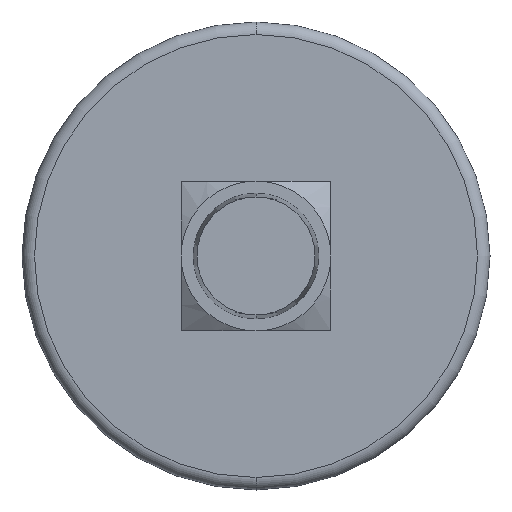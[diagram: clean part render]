
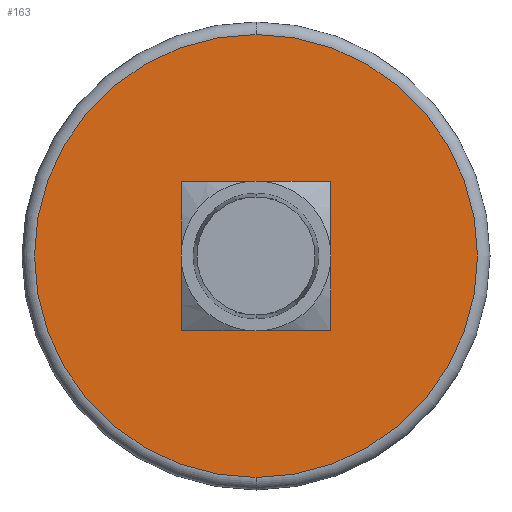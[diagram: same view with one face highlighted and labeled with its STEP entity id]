
A CAD part, front view. The second image highlights one B-rep face of the part: STEP entity #163.
In plain terms, the highlighted planar face has unit normal (0, -1, 0).
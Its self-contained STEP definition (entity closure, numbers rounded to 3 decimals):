
#1 = ORIENTED_EDGE ( 'NONE', *, *, #160, .F. ) ;
#4 = FACE_OUTER_BOUND ( 'NONE', #586, .T. ) ;
#6 = CIRCLE ( 'NONE', #50, 17.75 ) ;
#15 = VERTEX_POINT ( 'NONE', #514 ) ;
#33 = EDGE_CURVE ( 'NONE', #310, #415, #107, .T. ) ;
#50 = AXIS2_PLACEMENT_3D ( 'NONE', #64, #125, #132 ) ;
#52 = VERTEX_POINT ( 'NONE', #281 ) ;
#60 = ORIENTED_EDGE ( 'NONE', *, *, #495, .F. ) ;
#64 = CARTESIAN_POINT ( 'NONE',  ( 0., 13., 0. ) ) ;
#87 = VECTOR ( 'NONE', #110, 1000. ) ;
#96 = AXIS2_PLACEMENT_3D ( 'NONE', #463, #561, #577 ) ;
#99 = CARTESIAN_POINT ( 'NONE',  ( -6., 13., 6. ) ) ;
#100 = VERTEX_POINT ( 'NONE', #490 ) ;
#101 = LINE ( 'NONE', #551, #381 ) ;
#107 = LINE ( 'NONE', #285, #139 ) ;
#110 = DIRECTION ( 'NONE',  ( -1., 0., 0. ) ) ;
#125 = DIRECTION ( 'NONE',  ( 0., -1., 0. ) ) ;
#128 = AXIS2_PLACEMENT_3D ( 'NONE', #448, #446, #489 ) ;
#132 = DIRECTION ( 'NONE',  ( 0., 0., -1. ) ) ;
#134 = DIRECTION ( 'NONE',  ( 1., 0., 0. ) ) ;
#139 = VECTOR ( 'NONE', #272, 1000. ) ;
#146 = ORIENTED_EDGE ( 'NONE', *, *, #175, .T. ) ;
#157 = VECTOR ( 'NONE', #134, 1000. ) ;
#160 = EDGE_CURVE ( 'NONE', #52, #15, #101, .T. ) ;
#163 = ADVANCED_FACE ( 'NONE', ( #4, #263 ), #570, .T. ) ;
#169 = LINE ( 'NONE', #550, #157 ) ;
#175 = EDGE_CURVE ( 'NONE', #220, #100, #543, .T. ) ;
#187 = ORIENTED_EDGE ( 'NONE', *, *, #33, .F. ) ;
#220 = VERTEX_POINT ( 'NONE', #278 ) ;
#263 = FACE_BOUND ( 'NONE', #385, .T. ) ;
#267 = ORIENTED_EDGE ( 'NONE', *, *, #510, .T. ) ;
#272 = DIRECTION ( 'NONE',  ( 0., 0., 1. ) ) ;
#278 = CARTESIAN_POINT ( 'NONE',  ( 0., 13., -17.75 ) ) ;
#281 = CARTESIAN_POINT ( 'NONE',  ( -6., 13., 6. ) ) ;
#285 = CARTESIAN_POINT ( 'NONE',  ( 6., 13., -6. ) ) ;
#310 = VERTEX_POINT ( 'NONE', #525 ) ;
#317 = ORIENTED_EDGE ( 'NONE', *, *, #544, .F. ) ;
#373 = LINE ( 'NONE', #99, #87 ) ;
#381 = VECTOR ( 'NONE', #552, 1000. ) ;
#385 = EDGE_LOOP ( 'NONE', ( #60, #1, #317, #187 ) ) ;
#415 = VERTEX_POINT ( 'NONE', #575 ) ;
#446 = DIRECTION ( 'NONE',  ( 0., -1., 0. ) ) ;
#448 = CARTESIAN_POINT ( 'NONE',  ( 0., 13., 0. ) ) ;
#463 = CARTESIAN_POINT ( 'NONE',  ( 5.05, 13., 0. ) ) ;
#489 = DIRECTION ( 'NONE',  ( 0., 0., -1. ) ) ;
#490 = CARTESIAN_POINT ( 'NONE',  ( 0., 13., 17.75 ) ) ;
#495 = EDGE_CURVE ( 'NONE', #15, #310, #169, .T. ) ;
#510 = EDGE_CURVE ( 'NONE', #100, #220, #6, .T. ) ;
#514 = CARTESIAN_POINT ( 'NONE',  ( -6., 13., -6. ) ) ;
#525 = CARTESIAN_POINT ( 'NONE',  ( 6., 13., -6. ) ) ;
#543 = CIRCLE ( 'NONE', #128, 17.75 ) ;
#544 = EDGE_CURVE ( 'NONE', #415, #52, #373, .T. ) ;
#550 = CARTESIAN_POINT ( 'NONE',  ( -6., 13., -6. ) ) ;
#551 = CARTESIAN_POINT ( 'NONE',  ( -6., 13., -6. ) ) ;
#552 = DIRECTION ( 'NONE',  ( 0., 0., -1. ) ) ;
#561 = DIRECTION ( 'NONE',  ( 0., -1., 0. ) ) ;
#570 = PLANE ( 'NONE',  #96 ) ;
#575 = CARTESIAN_POINT ( 'NONE',  ( 6., 13., 6. ) ) ;
#577 = DIRECTION ( 'NONE',  ( 0., 0., -1. ) ) ;
#586 = EDGE_LOOP ( 'NONE', ( #146, #267 ) ) ;
